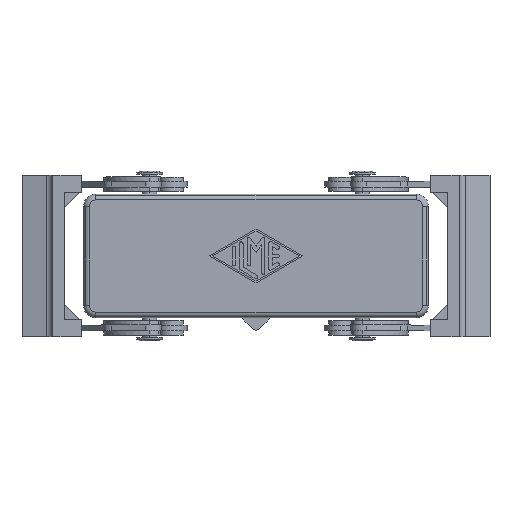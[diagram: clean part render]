
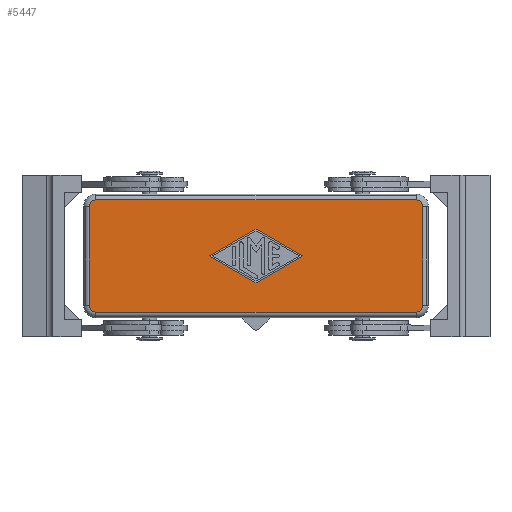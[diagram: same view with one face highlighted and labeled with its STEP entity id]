
A CAD part, top view. The second image highlights one B-rep face of the part: STEP entity #5447.
In plain terms, the highlighted planar face has unit normal (0, 0, 1).
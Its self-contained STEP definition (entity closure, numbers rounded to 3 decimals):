
#101=CARTESIAN_POINT('',(58.0,17.2,12.));
#102=VERTEX_POINT('',#101);
#110=CARTESIAN_POINT('',(58.0,-17.2,12.));
#111=VERTEX_POINT('',#110);
#112=CARTESIAN_POINT('',(58.0,17.2,12.));
#113=DIRECTION('',(0.0,-1.0,0.0));
#114=VECTOR('',#113,34.4);
#115=LINE('',#112,#114);
#116=EDGE_CURVE('',#102,#111,#115,.T.);
#185=CARTESIAN_POINT('',(55.7,-19.5,12.));
#186=VERTEX_POINT('',#185);
#194=CARTESIAN_POINT('',(-55.7,-19.5,12.));
#195=VERTEX_POINT('',#194);
#196=CARTESIAN_POINT('',(55.7,-19.5,12.));
#197=DIRECTION('',(-1.0,0.0,0.0));
#198=VECTOR('',#197,111.4);
#199=LINE('',#196,#198);
#200=EDGE_CURVE('',#186,#195,#199,.T.);
#269=CARTESIAN_POINT('',(-58.0,-17.2,12.));
#270=VERTEX_POINT('',#269);
#278=CARTESIAN_POINT('',(-58.0,17.2,12.));
#279=VERTEX_POINT('',#278);
#280=CARTESIAN_POINT('',(-58.0,-17.2,12.));
#281=DIRECTION('',(0.0,1.0,0.0));
#282=VECTOR('',#281,34.4);
#283=LINE('',#280,#282);
#284=EDGE_CURVE('',#270,#279,#283,.T.);
#311=CARTESIAN_POINT('',(-55.7,19.5,12.));
#312=VERTEX_POINT('',#311);
#320=CARTESIAN_POINT('',(55.7,19.5,12.));
#321=VERTEX_POINT('',#320);
#322=CARTESIAN_POINT('',(-55.7,19.5,12.));
#323=DIRECTION('',(1.0,0.0,0.0));
#324=VECTOR('',#323,111.4);
#325=LINE('',#322,#324);
#326=EDGE_CURVE('',#312,#321,#325,.T.);
#4637=CARTESIAN_POINT('',(-16.25,0.,12.));
#4638=VERTEX_POINT('',#4637);
#4645=CARTESIAN_POINT('',(0.,-9.375,12.));
#4646=VERTEX_POINT('',#4645);
#4647=CARTESIAN_POINT('',(0.,-9.375,12.));
#4648=DIRECTION('',(-0.866,0.5,0.0));
#4649=VECTOR('',#4648,18.76);
#4650=LINE('',#4647,#4649);
#4651=EDGE_CURVE('',#4646,#4638,#4650,.T.);
#4676=CARTESIAN_POINT('',(16.25,0.,12.));
#4677=VERTEX_POINT('',#4676);
#4678=CARTESIAN_POINT('',(16.25,0.,12.));
#4679=DIRECTION('',(-0.866,-0.5,0.0));
#4680=VECTOR('',#4679,18.76);
#4681=LINE('',#4678,#4680);
#4682=EDGE_CURVE('',#4677,#4646,#4681,.T.);
#4707=CARTESIAN_POINT('',(0.,9.375,12.));
#4708=VERTEX_POINT('',#4707);
#4709=CARTESIAN_POINT('',(0.,9.375,12.));
#4710=DIRECTION('',(0.866,-0.5,0.0));
#4711=VECTOR('',#4710,18.76);
#4712=LINE('',#4709,#4711);
#4713=EDGE_CURVE('',#4708,#4677,#4712,.T.);
#4736=CARTESIAN_POINT('',(-16.25,0.,12.));
#4737=DIRECTION('',(0.866,0.5,0.0));
#4738=VECTOR('',#4737,18.76);
#4739=LINE('',#4736,#4738);
#4740=EDGE_CURVE('',#4638,#4708,#4739,.T.);
#5402=CARTESIAN_POINT('',(0.0,0.0,12.));
#5403=DIRECTION('',(0.0,0.0,1.0));
#5404=DIRECTION('',(1.0,0.0,0.0));
#5405=AXIS2_PLACEMENT_3D('',#5402,#5403,#5404);
#5406=PLANE('',#5405);
#5407=CARTESIAN_POINT('',(-55.7,17.2,12.));
#5408=DIRECTION('',(0.0,0.0,-1.));
#5409=DIRECTION('',(-0.707,0.707,0.0));
#5410=AXIS2_PLACEMENT_3D('',#5407,#5408,#5409);
#5411=CIRCLE('',#5410,2.3);
#5412=EDGE_CURVE('',#279,#312,#5411,.T.);
#5413=ORIENTED_EDGE('',*,*,#5412,.F.);
#5414=ORIENTED_EDGE('',*,*,#284,.F.);
#5415=CARTESIAN_POINT('',(-55.7,-17.2,12.));
#5416=DIRECTION('',(0.0,0.0,-1.0));
#5417=DIRECTION('',(-0.707,-0.707,0.0));
#5418=AXIS2_PLACEMENT_3D('',#5415,#5416,#5417);
#5419=CIRCLE('',#5418,2.3);
#5420=EDGE_CURVE('',#195,#270,#5419,.T.);
#5421=ORIENTED_EDGE('',*,*,#5420,.F.);
#5422=ORIENTED_EDGE('',*,*,#200,.F.);
#5423=CARTESIAN_POINT('',(55.7,-17.2,12.));
#5424=DIRECTION('',(0.0,0.0,-1.));
#5425=DIRECTION('',(0.707,-0.707,0.0));
#5426=AXIS2_PLACEMENT_3D('',#5423,#5424,#5425);
#5427=CIRCLE('',#5426,2.3);
#5428=EDGE_CURVE('',#111,#186,#5427,.T.);
#5429=ORIENTED_EDGE('',*,*,#5428,.F.);
#5430=ORIENTED_EDGE('',*,*,#116,.F.);
#5431=CARTESIAN_POINT('',(55.7,17.2,12.));
#5432=DIRECTION('',(0.0,0.0,-1.0));
#5433=DIRECTION('',(0.707,0.707,0.0));
#5434=AXIS2_PLACEMENT_3D('',#5431,#5432,#5433);
#5435=CIRCLE('',#5434,2.3);
#5436=EDGE_CURVE('',#321,#102,#5435,.T.);
#5437=ORIENTED_EDGE('',*,*,#5436,.F.);
#5438=ORIENTED_EDGE('',*,*,#326,.F.);
#5439=EDGE_LOOP('',(#5413,#5414,#5421,#5422,#5429,#5430,#5437,#5438));
#5440=FACE_OUTER_BOUND('',#5439,.T.);
#5441=ORIENTED_EDGE('',*,*,#4651,.T.);
#5442=ORIENTED_EDGE('',*,*,#4740,.T.);
#5443=ORIENTED_EDGE('',*,*,#4713,.T.);
#5444=ORIENTED_EDGE('',*,*,#4682,.T.);
#5445=EDGE_LOOP('',(#5441,#5442,#5443,#5444));
#5446=FACE_BOUND('',#5445,.T.);
#5447=ADVANCED_FACE('',(#5440,#5446),#5406,.T.);
